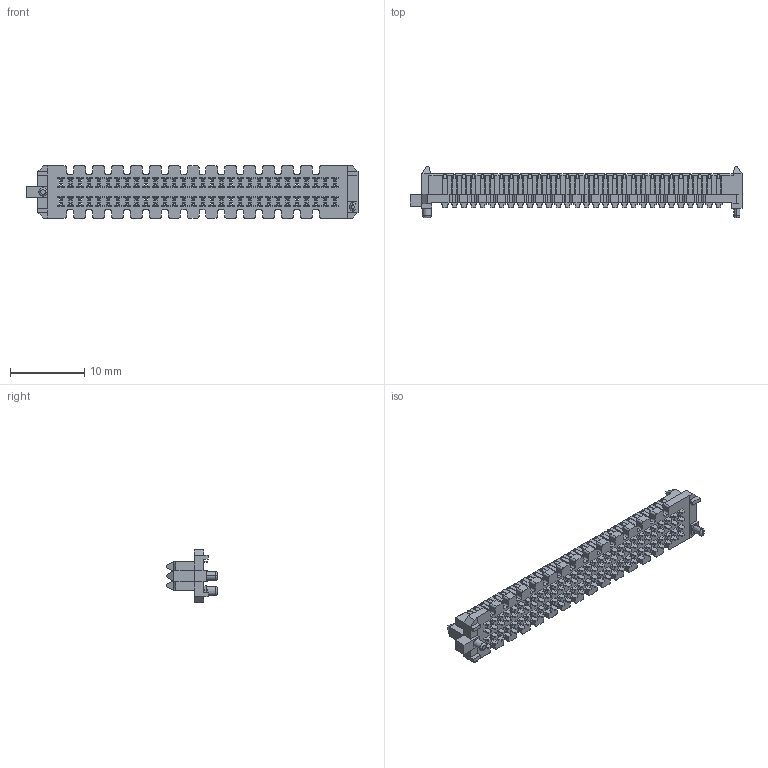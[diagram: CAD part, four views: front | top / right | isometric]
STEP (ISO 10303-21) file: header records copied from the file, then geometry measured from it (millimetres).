
FILE_DESCRIPTION((''),'2;1');
FILE_NAME('FBB12701-M100S3003BKMH47_REF_AS','2026-04-08T09:50:54',('gongchengVV'),(''),'CREO PARAMETRIC BY PTC INC, 2020033','CREO PARAMETRIC BY PTC INC, 2020033','');
FILE_SCHEMA(('CONFIG_CONTROL_DESIGN'));
Products named in the file (1): FBB12701-M100S3003BKMH47_REF_AS
Bounding box: 44.67 x 6.89 x 7.06 mm (x, y, z)
Volume: 571.8 mm3; surface area: 2427.2 mm2
Topology: 1 solids, 1 shells, 4716 faces, 13899 edges, 8948 vertices
Faces by surface type: plane 3756, cylinder 954, torus 2, extrusion 2, bspline 2
Entity records: 158324 total; most frequent: CARTESIAN_POINT 32888, ORIENTED_EDGE 27798, DIRECTION 23911, EDGE_CURVE 13899, VECTOR 11739, LINE 11737, VERTEX_POINT 8948, AXIS2_PLACEMENT_3D 6086
